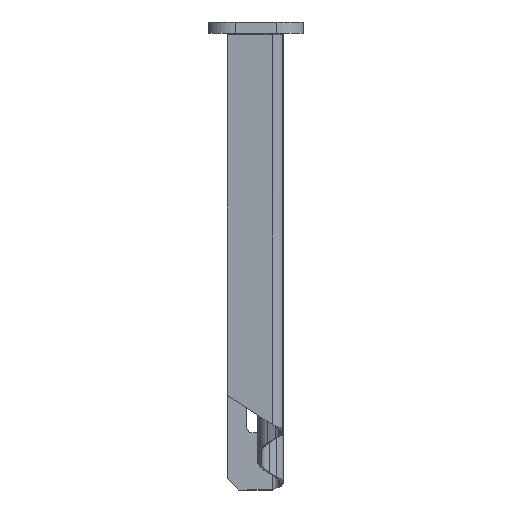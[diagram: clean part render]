
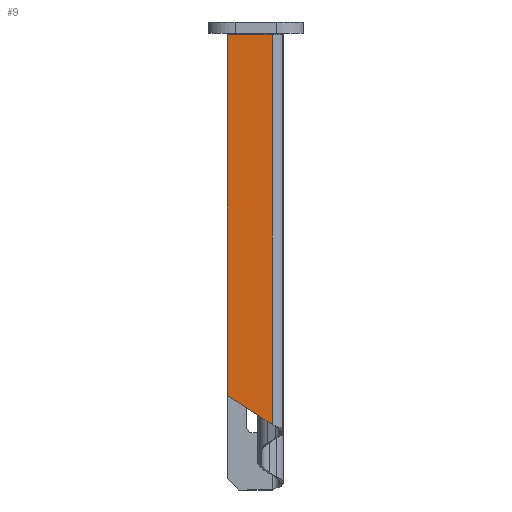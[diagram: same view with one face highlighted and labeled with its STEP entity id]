
A CAD part, front view. The second image highlights one B-rep face of the part: STEP entity #9.
In plain terms, the highlighted planar face has unit normal (0, -0.999, -0.052).
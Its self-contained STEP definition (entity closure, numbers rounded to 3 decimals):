
#9 = ADVANCED_FACE ( 'NONE', ( #1425 ), #1232, .F. ) ;
#61 = LINE ( 'NONE', #883, #75 ) ;
#75 = VECTOR ( 'NONE', #2332, 1000. ) ;
#373 = VECTOR ( 'NONE', #2065, 1000. ) ;
#393 = LINE ( 'NONE', #2079, #373 ) ;
#404 = CARTESIAN_POINT ( 'NONE',  ( 65.922, -47.81, -242.756 ) ) ;
#444 = EDGE_CURVE ( 'NONE', #3228, #1308, #935, .T. ) ;
#594 = AXIS2_PLACEMENT_3D ( 'NONE', #2023, #2878, #2913 ) ;
#680 = VECTOR ( 'NONE', #2782, 1000. ) ;
#686 = LINE ( 'NONE', #404, #680 ) ;
#883 = CARTESIAN_POINT ( 'NONE',  ( -15., -50.56, -190.276 ) ) ;
#926 = VECTOR ( 'NONE', #1938, 1000. ) ;
#935 = LINE ( 'NONE', #2505, #926 ) ;
#1010 = EDGE_CURVE ( 'NONE', #1989, #1308, #686, .T. ) ;
#1028 = CARTESIAN_POINT ( 'NONE',  ( -15., -60.499, -0.638 ) ) ;
#1216 = ORIENTED_EDGE ( 'NONE', *, *, #2661, .T. ) ;
#1232 = PLANE ( 'NONE',  #594 ) ;
#1254 = EDGE_LOOP ( 'NONE', ( #2440, #2397, #1216, #2421 ) ) ;
#1308 = VERTEX_POINT ( 'NONE', #2387 ) ;
#1425 = FACE_OUTER_BOUND ( 'NONE', #1254, .T. ) ;
#1635 = CARTESIAN_POINT ( 'NONE',  ( -15., -50.56, -190.276 ) ) ;
#1938 = DIRECTION ( 'NONE',  ( 0., 0.052, -0.999 ) ) ;
#1964 = EDGE_CURVE ( 'NONE', #3228, #2943, #393, .T. ) ;
#1989 = VERTEX_POINT ( 'NONE', #1635 ) ;
#2023 = CARTESIAN_POINT ( 'NONE',  ( 101.95, -60.289, -4.641 ) ) ;
#2065 = DIRECTION ( 'NONE',  ( -1., 0., 0. ) ) ;
#2079 = CARTESIAN_POINT ( 'NONE',  ( -15., -60.499, -0.638 ) ) ;
#2194 = CARTESIAN_POINT ( 'NONE',  ( 8.459, -60.499, -0.638 ) ) ;
#2332 = DIRECTION ( 'NONE',  ( 0., 0.052, -0.999 ) ) ;
#2387 = CARTESIAN_POINT ( 'NONE',  ( 8.459, -49.763, -205.49 ) ) ;
#2397 = ORIENTED_EDGE ( 'NONE', *, *, #1964, .T. ) ;
#2421 = ORIENTED_EDGE ( 'NONE', *, *, #1010, .T. ) ;
#2440 = ORIENTED_EDGE ( 'NONE', *, *, #444, .F. ) ;
#2505 = CARTESIAN_POINT ( 'NONE',  ( 8.459, -60.289, -4.641 ) ) ;
#2661 = EDGE_CURVE ( 'NONE', #2943, #1989, #61, .T. ) ;
#2782 = DIRECTION ( 'NONE',  ( 0.839, 0.029, -0.544 ) ) ;
#2878 = DIRECTION ( 'NONE',  ( 0., 0.999, 0.052 ) ) ;
#2913 = DIRECTION ( 'NONE',  ( 0.052, -0.052, 0.997 ) ) ;
#2943 = VERTEX_POINT ( 'NONE', #1028 ) ;
#3228 = VERTEX_POINT ( 'NONE', #2194 ) ;
